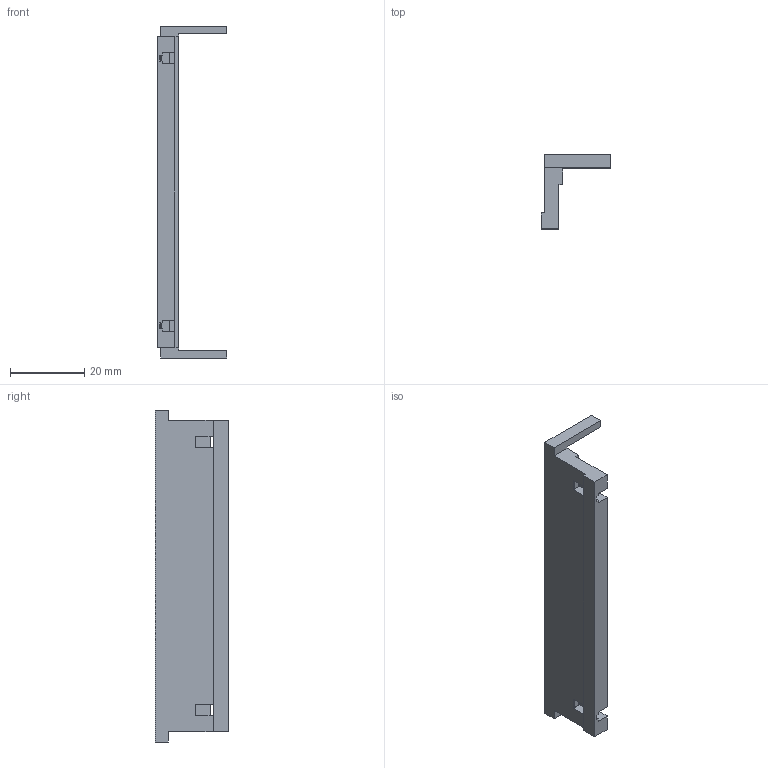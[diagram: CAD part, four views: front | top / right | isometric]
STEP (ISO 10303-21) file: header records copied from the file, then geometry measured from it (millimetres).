
FILE_DESCRIPTION((''),'2;1');
FILE_NAME( '0906_DIN_code_comb_for_shell_housing_D20.stp', '2008-06-03T11:10:00',('User'),('SDRC'),'I-DEAS Master Series 9','UNIX', 'Yes');
FILE_SCHEMA(('AUTOMOTIVE_DESIGN { 1 0 10303 214 1 1 1 1 }'));
Length unit declared in the file: millimetre
Products named in the file (1): 0906_DIN_code_comb_for_shell_housing_D20
Bounding box: 18.8 x 19.85 x 89.32 mm (x, y, z)
Volume: 5775.9 mm3; surface area: 5982.2 mm2
Topology: 1 solids, 1 shells, 47 faces, 152 edges, 100 vertices
Faces by surface type: bspline 47
Entity records: 1533 total; most frequent: CARTESIAN_POINT 593, ORIENTED_EDGE 304, EDGE_CURVE 152, VERTEX_POINT 100, B_SPLINE_CURVE_WITH_KNOTS 88, QUASI_UNIFORM_CURVE 64, EDGE_LOOP 48, FACE_OUTER_BOUND 47
